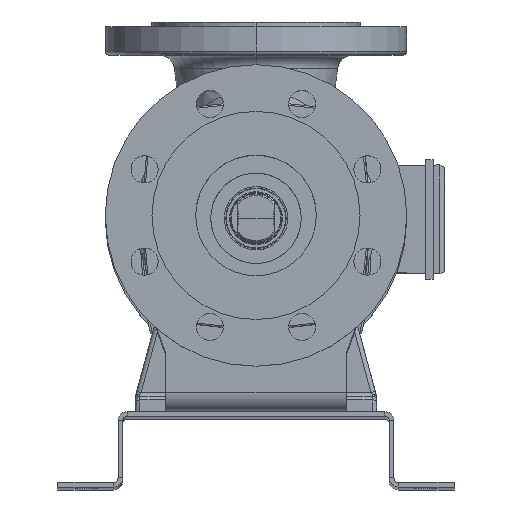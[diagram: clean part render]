
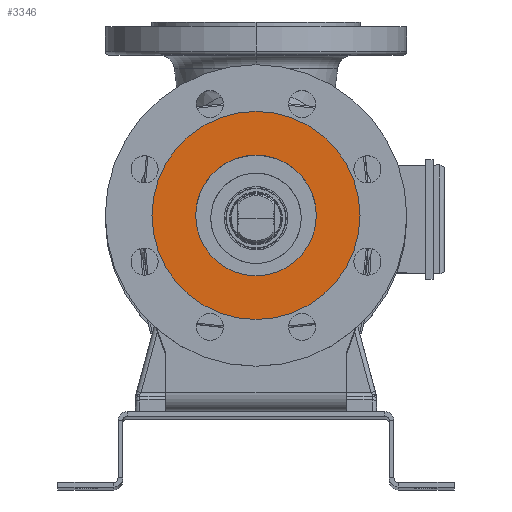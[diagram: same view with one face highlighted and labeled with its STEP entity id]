
A CAD part, top view. The second image highlights one B-rep face of the part: STEP entity #3346.
In plain terms, the highlighted planar face has unit normal (0, 0, 1).
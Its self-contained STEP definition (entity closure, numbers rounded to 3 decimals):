
#3346 = ADVANCED_FACE ( 'NONE', ( #15974, #3947 ), #28862, .F. ) ;
#3947 = FACE_OUTER_BOUND ( 'NONE', #85838, .T. ) ;
#8582 = EDGE_CURVE ( 'NONE', #147874, #68489, #106364, .T. ) ;
#14179 = CIRCLE ( 'NONE', #65549, 40. ) ;
#15974 = FACE_BOUND ( 'NONE', #42267, .T. ) ;
#16583 = AXIS2_PLACEMENT_3D ( 'NONE', #141100, #31250, #80178 ) ;
#24086 = DIRECTION ( 'NONE',  ( 0., 0., -1. ) ) ;
#25357 = CARTESIAN_POINT ( 'NONE',  ( 301.801, 683.442, 1565.109 ) ) ;
#27737 = VERTEX_POINT ( 'NONE', #83232 ) ;
#28862 = PLANE ( 'NONE',  #35289 ) ;
#29429 = CIRCLE ( 'NONE', #65436, 40. ) ;
#29629 = CARTESIAN_POINT ( 'NONE',  ( 341.801, 710.985, 1565.109 ) ) ;
#31250 = DIRECTION ( 'NONE',  ( 0., 0., -1. ) ) ;
#35289 = AXIS2_PLACEMENT_3D ( 'NONE', #29629, #77827, #153834 ) ;
#42267 = EDGE_LOOP ( 'NONE', ( #156065, #129303 ) ) ;
#49635 = DIRECTION ( 'NONE',  ( 0., 0., -1. ) ) ;
#58092 = CARTESIAN_POINT ( 'NONE',  ( 272.801, 683.442, 1565.109 ) ) ;
#58656 = DIRECTION ( 'NONE',  ( 1., 0., 0. ) ) ;
#61637 = CARTESIAN_POINT ( 'NONE',  ( 341.801, 683.442, 1565.109 ) ) ;
#65436 = AXIS2_PLACEMENT_3D ( 'NONE', #73055, #24086, #58656 ) ;
#65549 = AXIS2_PLACEMENT_3D ( 'NONE', #61637, #49635, #110561 ) ;
#65730 = DIRECTION ( 'NONE',  ( -1., 0., 0. ) ) ;
#67326 = CARTESIAN_POINT ( 'NONE',  ( 341.801, 683.442, 1565.109 ) ) ;
#67674 = ORIENTED_EDGE ( 'NONE', *, *, #8582, .F. ) ;
#68489 = VERTEX_POINT ( 'NONE', #108210 ) ;
#69091 = EDGE_CURVE ( 'NONE', #27737, #152101, #29429, .T. ) ;
#69369 = EDGE_CURVE ( 'NONE', #152101, #27737, #14179, .T. ) ;
#73055 = CARTESIAN_POINT ( 'NONE',  ( 341.801, 683.442, 1565.109 ) ) ;
#77827 = DIRECTION ( 'NONE',  ( 0., 0., -1. ) ) ;
#80178 = DIRECTION ( 'NONE',  ( -1., 0., 0. ) ) ;
#83232 = CARTESIAN_POINT ( 'NONE',  ( 381.801, 683.442, 1565.109 ) ) ;
#85838 = EDGE_LOOP ( 'NONE', ( #67674, #145138 ) ) ;
#90558 = DIRECTION ( 'NONE',  ( 0., 0., -1. ) ) ;
#106364 = CIRCLE ( 'NONE', #108966, 69. ) ;
#108210 = CARTESIAN_POINT ( 'NONE',  ( 410.801, 683.442, 1565.109 ) ) ;
#108966 = AXIS2_PLACEMENT_3D ( 'NONE', #67326, #90558, #65730 ) ;
#110561 = DIRECTION ( 'NONE',  ( 1., 0., 0. ) ) ;
#120034 = EDGE_CURVE ( 'NONE', #68489, #147874, #142084, .T. ) ;
#129303 = ORIENTED_EDGE ( 'NONE', *, *, #69369, .T. ) ;
#141100 = CARTESIAN_POINT ( 'NONE',  ( 341.801, 683.442, 1565.109 ) ) ;
#142084 = CIRCLE ( 'NONE', #16583, 69. ) ;
#145138 = ORIENTED_EDGE ( 'NONE', *, *, #120034, .F. ) ;
#147874 = VERTEX_POINT ( 'NONE', #58092 ) ;
#152101 = VERTEX_POINT ( 'NONE', #25357 ) ;
#153834 = DIRECTION ( 'NONE',  ( -1., 0., 0. ) ) ;
#156065 = ORIENTED_EDGE ( 'NONE', *, *, #69091, .T. ) ;
